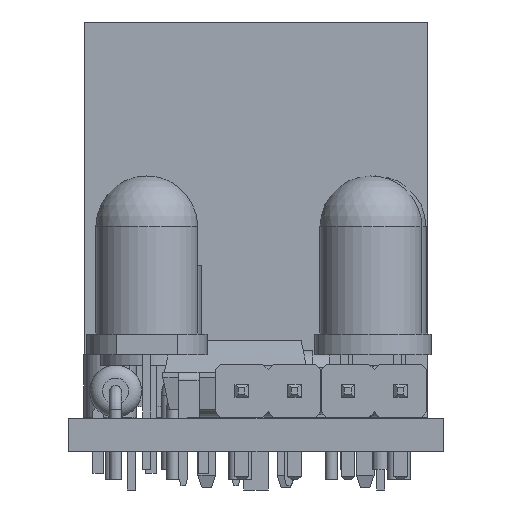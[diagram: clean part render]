
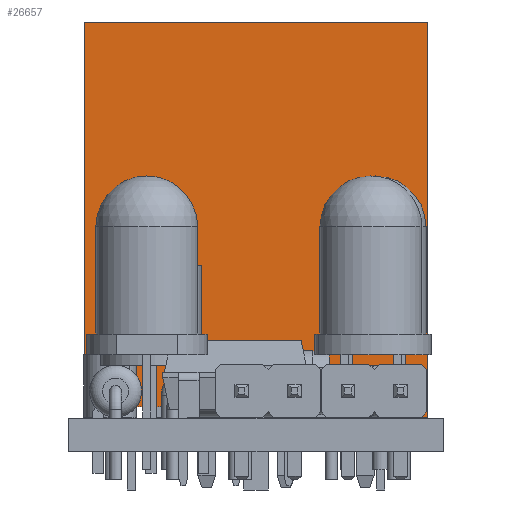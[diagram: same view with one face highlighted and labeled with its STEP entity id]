
A CAD part, left-side view. The second image highlights one B-rep face of the part: STEP entity #26657.
In plain terms, the highlighted planar face has unit normal (-1, 0, 0).
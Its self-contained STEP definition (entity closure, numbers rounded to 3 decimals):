
#24349 = PLANE('',#24350);
#24350 = AXIS2_PLACEMENT_3D('',#24351,#24352,#24353);
#24351 = CARTESIAN_POINT('',(-2.55,0.5,-8.25));
#24352 = DIRECTION('',(0.,1.,0.));
#24353 = DIRECTION('',(0.,-0.,1.));
#24646 = EDGE_CURVE('',#24647,#24649,#24651,.T.);
#24647 = VERTEX_POINT('',#24648);
#24648 = CARTESIAN_POINT('',(-2.55,0.5,-6.25));
#24649 = VERTEX_POINT('',#24650);
#24650 = CARTESIAN_POINT('',(-2.55,0.5,6.25));
#24651 = SURFACE_CURVE('',#24652,(#24656,#24663),.PCURVE_S1.);
#24652 = LINE('',#24653,#24654);
#24653 = CARTESIAN_POINT('',(-2.55,0.5,-8.25));
#24654 = VECTOR('',#24655,1.);
#24655 = DIRECTION('',(0.,0.,1.));
#24656 = PCURVE('',#24349,#24657);
#24657 = DEFINITIONAL_REPRESENTATION('',(#24658),#24662);
#24658 = LINE('',#24659,#24660);
#24659 = CARTESIAN_POINT('',(0.,0.));
#24660 = VECTOR('',#24661,1.);
#24661 = DIRECTION('',(1.,0.));
#24662 = ( GEOMETRIC_REPRESENTATION_CONTEXT(2) 
PARAMETRIC_REPRESENTATION_CONTEXT() REPRESENTATION_CONTEXT('2D SPACE',''
  ) );
#24663 = PCURVE('',#24664,#24669);
#24664 = PLANE('',#24665);
#24665 = AXIS2_PLACEMENT_3D('',#24666,#24667,#24668);
#24666 = CARTESIAN_POINT('',(-2.55,19.,-8.25));
#24667 = DIRECTION('',(1.,0.,0.));
#24668 = DIRECTION('',(0.,0.,-1.));
#24669 = DEFINITIONAL_REPRESENTATION('',(#24670),#24674);
#24670 = LINE('',#24671,#24672);
#24671 = CARTESIAN_POINT('',(0.,-18.5));
#24672 = VECTOR('',#24673,1.);
#24673 = DIRECTION('',(-1.,0.));
#24674 = ( GEOMETRIC_REPRESENTATION_CONTEXT(2) 
PARAMETRIC_REPRESENTATION_CONTEXT() REPRESENTATION_CONTEXT('2D SPACE',''
  ) );
#24692 = PLANE('',#24693);
#24693 = AXIS2_PLACEMENT_3D('',#24694,#24695,#24696);
#24694 = CARTESIAN_POINT('',(-2.55,-2.236,6.25));
#24695 = DIRECTION('',(0.,0.,1.));
#24696 = DIRECTION('',(1.,0.,-0.));
#24748 = PLANE('',#24749);
#24749 = AXIS2_PLACEMENT_3D('',#24750,#24751,#24752);
#24750 = CARTESIAN_POINT('',(-2.55,19.,8.25));
#24751 = DIRECTION('',(0.,0.,-1.));
#24752 = DIRECTION('',(-1.,0.,0.));
#24916 = PLANE('',#24917);
#24917 = AXIS2_PLACEMENT_3D('',#24918,#24919,#24920);
#24918 = CARTESIAN_POINT('',(-2.55,19.,-8.25));
#24919 = DIRECTION('',(0.,0.,1.));
#24920 = DIRECTION('',(1.,0.,-0.));
#24970 = PLANE('',#24971);
#24971 = AXIS2_PLACEMENT_3D('',#24972,#24973,#24974);
#24972 = CARTESIAN_POINT('',(-2.55,-2.236,-6.25));
#24973 = DIRECTION('',(0.,0.,-1.));
#24974 = DIRECTION('',(-1.,0.,0.));
#25431 = PLANE('',#25432);
#25432 = AXIS2_PLACEMENT_3D('',#25433,#25434,#25435);
#25433 = CARTESIAN_POINT('',(-2.55,19.,-8.25));
#25434 = DIRECTION('',(0.,1.,0.));
#25435 = DIRECTION('',(0.,-0.,1.));
#25707 = PLANE('',#25708);
#25708 = AXIS2_PLACEMENT_3D('',#25709,#25710,#25711);
#25709 = CARTESIAN_POINT('',(0.,0.,0.));
#25710 = DIRECTION('',(0.,1.,0.));
#25711 = DIRECTION('',(0.,-0.,1.));
#25744 = VERTEX_POINT('',#25745);
#25745 = CARTESIAN_POINT('',(-2.55,19.,8.25));
#25814 = VERTEX_POINT('',#25815);
#25815 = CARTESIAN_POINT('',(-2.55,0.,8.25));
#25836 = EDGE_CURVE('',#25744,#25814,#25837,.T.);
#25837 = SURFACE_CURVE('',#25838,(#25842,#25849),.PCURVE_S1.);
#25838 = LINE('',#25839,#25840);
#25839 = CARTESIAN_POINT('',(-2.55,19.,8.25));
#25840 = VECTOR('',#25841,1.);
#25841 = DIRECTION('',(0.,-1.,0.));
#25842 = PCURVE('',#24748,#25843);
#25843 = DEFINITIONAL_REPRESENTATION('',(#25844),#25848);
#25844 = LINE('',#25845,#25846);
#25845 = CARTESIAN_POINT('',(0.,0.));
#25846 = VECTOR('',#25847,1.);
#25847 = DIRECTION('',(0.,-1.));
#25848 = ( GEOMETRIC_REPRESENTATION_CONTEXT(2) 
PARAMETRIC_REPRESENTATION_CONTEXT() REPRESENTATION_CONTEXT('2D SPACE',''
  ) );
#25849 = PCURVE('',#24664,#25850);
#25850 = DEFINITIONAL_REPRESENTATION('',(#25851),#25855);
#25851 = LINE('',#25852,#25853);
#25852 = CARTESIAN_POINT('',(-16.5,0.));
#25853 = VECTOR('',#25854,1.);
#25854 = DIRECTION('',(0.,-1.));
#25855 = ( GEOMETRIC_REPRESENTATION_CONTEXT(2) 
PARAMETRIC_REPRESENTATION_CONTEXT() REPRESENTATION_CONTEXT('2D SPACE',''
  ) );
#26510 = EDGE_CURVE('',#26511,#24649,#26513,.T.);
#26511 = VERTEX_POINT('',#26512);
#26512 = CARTESIAN_POINT('',(-2.55,0.,6.25));
#26513 = SURFACE_CURVE('',#26514,(#26518,#26525),.PCURVE_S1.);
#26514 = LINE('',#26515,#26516);
#26515 = CARTESIAN_POINT('',(-2.55,-2.236,6.25));
#26516 = VECTOR('',#26517,1.);
#26517 = DIRECTION('',(0.,1.,0.));
#26518 = PCURVE('',#24692,#26519);
#26519 = DEFINITIONAL_REPRESENTATION('',(#26520),#26524);
#26520 = LINE('',#26521,#26522);
#26521 = CARTESIAN_POINT('',(0.,0.));
#26522 = VECTOR('',#26523,1.);
#26523 = DIRECTION('',(0.,1.));
#26524 = ( GEOMETRIC_REPRESENTATION_CONTEXT(2) 
PARAMETRIC_REPRESENTATION_CONTEXT() REPRESENTATION_CONTEXT('2D SPACE',''
  ) );
#26525 = PCURVE('',#24664,#26526);
#26526 = DEFINITIONAL_REPRESENTATION('',(#26527),#26531);
#26527 = LINE('',#26528,#26529);
#26528 = CARTESIAN_POINT('',(-14.5,-21.236));
#26529 = VECTOR('',#26530,1.);
#26530 = DIRECTION('',(0.,1.));
#26531 = ( GEOMETRIC_REPRESENTATION_CONTEXT(2) 
PARAMETRIC_REPRESENTATION_CONTEXT() REPRESENTATION_CONTEXT('2D SPACE',''
  ) );
#26625 = PLANE('',#26626);
#26626 = AXIS2_PLACEMENT_3D('',#26627,#26628,#26629);
#26627 = CARTESIAN_POINT('',(0.,0.,0.));
#26628 = DIRECTION('',(0.,1.,0.));
#26629 = DIRECTION('',(0.,-0.,1.));
#26657 = ADVANCED_FACE('',(#26658),#24664,.F.);
#26658 = FACE_BOUND('',#26659,.F.);
#26659 = EDGE_LOOP('',(#26660,#26683,#26684,#26705,#26706,#26707,#26730,
    #26753));
#26660 = ORIENTED_EDGE('',*,*,#26661,.T.);
#26661 = EDGE_CURVE('',#26662,#25744,#26664,.T.);
#26662 = VERTEX_POINT('',#26663);
#26663 = CARTESIAN_POINT('',(-2.55,19.,-8.25));
#26664 = SURFACE_CURVE('',#26665,(#26669,#26676),.PCURVE_S1.);
#26665 = LINE('',#26666,#26667);
#26666 = CARTESIAN_POINT('',(-2.55,19.,-8.25));
#26667 = VECTOR('',#26668,1.);
#26668 = DIRECTION('',(0.,0.,1.));
#26669 = PCURVE('',#24664,#26670);
#26670 = DEFINITIONAL_REPRESENTATION('',(#26671),#26675);
#26671 = LINE('',#26672,#26673);
#26672 = CARTESIAN_POINT('',(0.,0.));
#26673 = VECTOR('',#26674,1.);
#26674 = DIRECTION('',(-1.,0.));
#26675 = ( GEOMETRIC_REPRESENTATION_CONTEXT(2) 
PARAMETRIC_REPRESENTATION_CONTEXT() REPRESENTATION_CONTEXT('2D SPACE',''
  ) );
#26676 = PCURVE('',#25431,#26677);
#26677 = DEFINITIONAL_REPRESENTATION('',(#26678),#26682);
#26678 = LINE('',#26679,#26680);
#26679 = CARTESIAN_POINT('',(0.,0.));
#26680 = VECTOR('',#26681,1.);
#26681 = DIRECTION('',(1.,0.));
#26682 = ( GEOMETRIC_REPRESENTATION_CONTEXT(2) 
PARAMETRIC_REPRESENTATION_CONTEXT() REPRESENTATION_CONTEXT('2D SPACE',''
  ) );
#26683 = ORIENTED_EDGE('',*,*,#25836,.T.);
#26684 = ORIENTED_EDGE('',*,*,#26685,.F.);
#26685 = EDGE_CURVE('',#26511,#25814,#26686,.T.);
#26686 = SURFACE_CURVE('',#26687,(#26691,#26698),.PCURVE_S1.);
#26687 = LINE('',#26688,#26689);
#26688 = CARTESIAN_POINT('',(-2.55,0.,8.25));
#26689 = VECTOR('',#26690,1.);
#26690 = DIRECTION('',(0.,0.,1.));
#26691 = PCURVE('',#24664,#26692);
#26692 = DEFINITIONAL_REPRESENTATION('',(#26693),#26697);
#26693 = LINE('',#26694,#26695);
#26694 = CARTESIAN_POINT('',(-16.5,-19.));
#26695 = VECTOR('',#26696,1.);
#26696 = DIRECTION('',(-1.,0.));
#26697 = ( GEOMETRIC_REPRESENTATION_CONTEXT(2) 
PARAMETRIC_REPRESENTATION_CONTEXT() REPRESENTATION_CONTEXT('2D SPACE',''
  ) );
#26698 = PCURVE('',#25707,#26699);
#26699 = DEFINITIONAL_REPRESENTATION('',(#26700),#26704);
#26700 = LINE('',#26701,#26702);
#26701 = CARTESIAN_POINT('',(8.25,-2.55));
#26702 = VECTOR('',#26703,1.);
#26703 = DIRECTION('',(1.,0.));
#26704 = ( GEOMETRIC_REPRESENTATION_CONTEXT(2) 
PARAMETRIC_REPRESENTATION_CONTEXT() REPRESENTATION_CONTEXT('2D SPACE',''
  ) );
#26705 = ORIENTED_EDGE('',*,*,#26510,.T.);
#26706 = ORIENTED_EDGE('',*,*,#24646,.F.);
#26707 = ORIENTED_EDGE('',*,*,#26708,.F.);
#26708 = EDGE_CURVE('',#26709,#24647,#26711,.T.);
#26709 = VERTEX_POINT('',#26710);
#26710 = CARTESIAN_POINT('',(-2.55,0.,-6.25));
#26711 = SURFACE_CURVE('',#26712,(#26716,#26723),.PCURVE_S1.);
#26712 = LINE('',#26713,#26714);
#26713 = CARTESIAN_POINT('',(-2.55,-2.236,-6.25));
#26714 = VECTOR('',#26715,1.);
#26715 = DIRECTION('',(0.,1.,0.));
#26716 = PCURVE('',#24664,#26717);
#26717 = DEFINITIONAL_REPRESENTATION('',(#26718),#26722);
#26718 = LINE('',#26719,#26720);
#26719 = CARTESIAN_POINT('',(-2.,-21.236));
#26720 = VECTOR('',#26721,1.);
#26721 = DIRECTION('',(0.,1.));
#26722 = ( GEOMETRIC_REPRESENTATION_CONTEXT(2) 
PARAMETRIC_REPRESENTATION_CONTEXT() REPRESENTATION_CONTEXT('2D SPACE',''
  ) );
#26723 = PCURVE('',#24970,#26724);
#26724 = DEFINITIONAL_REPRESENTATION('',(#26725),#26729);
#26725 = LINE('',#26726,#26727);
#26726 = CARTESIAN_POINT('',(0.,0.));
#26727 = VECTOR('',#26728,1.);
#26728 = DIRECTION('',(0.,1.));
#26729 = ( GEOMETRIC_REPRESENTATION_CONTEXT(2) 
PARAMETRIC_REPRESENTATION_CONTEXT() REPRESENTATION_CONTEXT('2D SPACE',''
  ) );
#26730 = ORIENTED_EDGE('',*,*,#26731,.F.);
#26731 = EDGE_CURVE('',#26732,#26709,#26734,.T.);
#26732 = VERTEX_POINT('',#26733);
#26733 = CARTESIAN_POINT('',(-2.55,0.,-8.25));
#26734 = SURFACE_CURVE('',#26735,(#26739,#26746),.PCURVE_S1.);
#26735 = LINE('',#26736,#26737);
#26736 = CARTESIAN_POINT('',(-2.55,0.,-8.25));
#26737 = VECTOR('',#26738,1.);
#26738 = DIRECTION('',(0.,0.,1.));
#26739 = PCURVE('',#24664,#26740);
#26740 = DEFINITIONAL_REPRESENTATION('',(#26741),#26745);
#26741 = LINE('',#26742,#26743);
#26742 = CARTESIAN_POINT('',(0.,-19.));
#26743 = VECTOR('',#26744,1.);
#26744 = DIRECTION('',(-1.,0.));
#26745 = ( GEOMETRIC_REPRESENTATION_CONTEXT(2) 
PARAMETRIC_REPRESENTATION_CONTEXT() REPRESENTATION_CONTEXT('2D SPACE',''
  ) );
#26746 = PCURVE('',#26625,#26747);
#26747 = DEFINITIONAL_REPRESENTATION('',(#26748),#26752);
#26748 = LINE('',#26749,#26750);
#26749 = CARTESIAN_POINT('',(-8.25,-2.55));
#26750 = VECTOR('',#26751,1.);
#26751 = DIRECTION('',(1.,0.));
#26752 = ( GEOMETRIC_REPRESENTATION_CONTEXT(2) 
PARAMETRIC_REPRESENTATION_CONTEXT() REPRESENTATION_CONTEXT('2D SPACE',''
  ) );
#26753 = ORIENTED_EDGE('',*,*,#26754,.F.);
#26754 = EDGE_CURVE('',#26662,#26732,#26755,.T.);
#26755 = SURFACE_CURVE('',#26756,(#26760,#26767),.PCURVE_S1.);
#26756 = LINE('',#26757,#26758);
#26757 = CARTESIAN_POINT('',(-2.55,19.,-8.25));
#26758 = VECTOR('',#26759,1.);
#26759 = DIRECTION('',(0.,-1.,0.));
#26760 = PCURVE('',#24664,#26761);
#26761 = DEFINITIONAL_REPRESENTATION('',(#26762),#26766);
#26762 = LINE('',#26763,#26764);
#26763 = CARTESIAN_POINT('',(0.,0.));
#26764 = VECTOR('',#26765,1.);
#26765 = DIRECTION('',(0.,-1.));
#26766 = ( GEOMETRIC_REPRESENTATION_CONTEXT(2) 
PARAMETRIC_REPRESENTATION_CONTEXT() REPRESENTATION_CONTEXT('2D SPACE',''
  ) );
#26767 = PCURVE('',#24916,#26768);
#26768 = DEFINITIONAL_REPRESENTATION('',(#26769),#26773);
#26769 = LINE('',#26770,#26771);
#26770 = CARTESIAN_POINT('',(0.,0.));
#26771 = VECTOR('',#26772,1.);
#26772 = DIRECTION('',(0.,-1.));
#26773 = ( GEOMETRIC_REPRESENTATION_CONTEXT(2) 
PARAMETRIC_REPRESENTATION_CONTEXT() REPRESENTATION_CONTEXT('2D SPACE',''
  ) );
